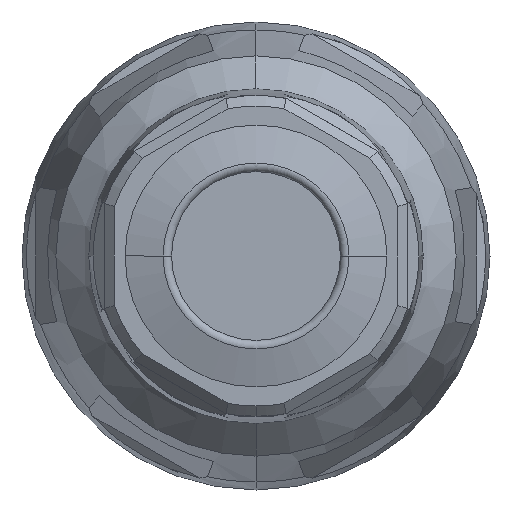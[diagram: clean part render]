
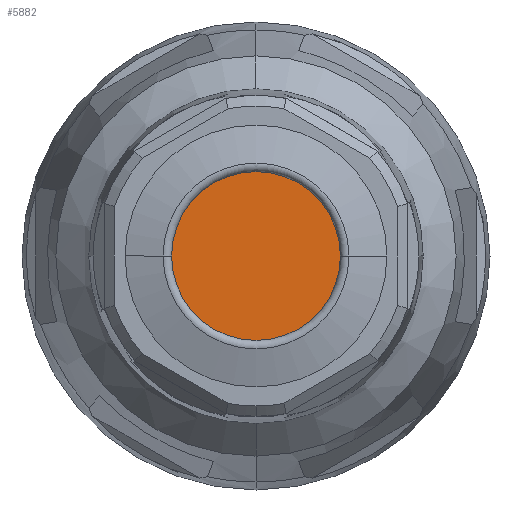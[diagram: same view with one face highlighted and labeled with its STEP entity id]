
A CAD part, left-side view. The second image highlights one B-rep face of the part: STEP entity #5882.
In plain terms, the highlighted planar face has unit normal (-1, 0, 0).
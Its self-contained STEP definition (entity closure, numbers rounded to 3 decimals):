
#118 = DIRECTION ( 'NONE',  ( -1., 0., 0. ) ) ;
#172 = EDGE_LOOP ( 'NONE', ( #7101, #6124 ) ) ;
#823 = CIRCLE ( 'NONE', #1075, 19.7 ) ;
#837 = EDGE_CURVE ( 'NONE', #5645, #962, #5020, .T. ) ;
#962 = VERTEX_POINT ( 'NONE', #3073 ) ;
#1075 = AXIS2_PLACEMENT_3D ( 'NONE', #3754, #118, #4373 ) ;
#2267 = CARTESIAN_POINT ( 'NONE',  ( -42., 0., 19.7 ) ) ;
#2639 = PLANE ( 'NONE',  #2656 ) ;
#2656 = AXIS2_PLACEMENT_3D ( 'NONE', #5041, #7417, #3839 ) ;
#3073 = CARTESIAN_POINT ( 'NONE',  ( -42., 0., -19.7 ) ) ;
#3754 = CARTESIAN_POINT ( 'NONE',  ( -42., 0., 0. ) ) ;
#3839 = DIRECTION ( 'NONE',  ( 0., 0., -1. ) ) ;
#4373 = DIRECTION ( 'NONE',  ( 0., 0., 1. ) ) ;
#4872 = AXIS2_PLACEMENT_3D ( 'NONE', #6675, #6708, #6648 ) ;
#5018 = FACE_OUTER_BOUND ( 'NONE', #172, .T. ) ;
#5020 = CIRCLE ( 'NONE', #4872, 19.7 ) ;
#5041 = CARTESIAN_POINT ( 'NONE',  ( -42., 0., 0. ) ) ;
#5645 = VERTEX_POINT ( 'NONE', #2267 ) ;
#5882 = ADVANCED_FACE ( 'NONE', ( #5018 ), #2639, .F. ) ;
#6124 = ORIENTED_EDGE ( 'NONE', *, *, #6866, .T. ) ;
#6648 = DIRECTION ( 'NONE',  ( 0., 0., 1. ) ) ;
#6675 = CARTESIAN_POINT ( 'NONE',  ( -42., 0., 0. ) ) ;
#6708 = DIRECTION ( 'NONE',  ( -1., 0., 0. ) ) ;
#6866 = EDGE_CURVE ( 'NONE', #962, #5645, #823, .T. ) ;
#7101 = ORIENTED_EDGE ( 'NONE', *, *, #837, .T. ) ;
#7417 = DIRECTION ( 'NONE',  ( 1., 0., 0. ) ) ;
